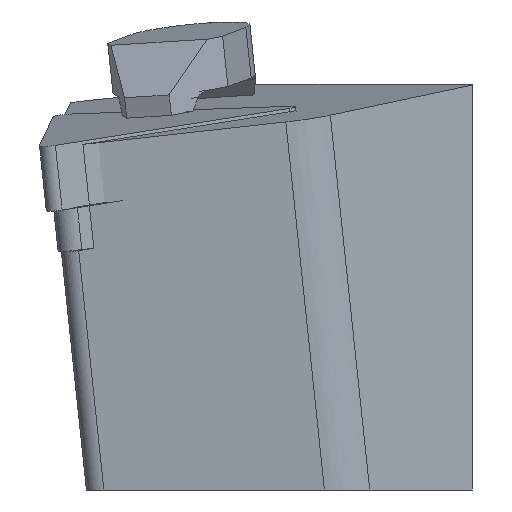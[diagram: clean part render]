
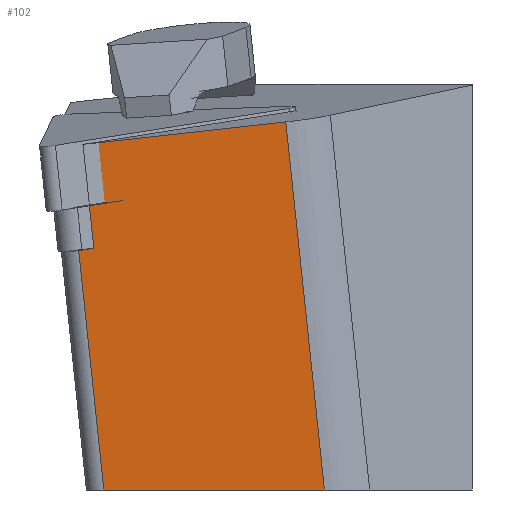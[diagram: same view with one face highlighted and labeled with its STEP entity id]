
A CAD part, left-side view. The second image highlights one B-rep face of the part: STEP entity #102.
In plain terms, the highlighted planar face has unit normal (-0.993, -0.063, -0.098).
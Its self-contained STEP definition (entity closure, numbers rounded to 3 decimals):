
#102=ADVANCED_FACE('',(#189),#151,.F.);
#151=PLANE('',#981);
#189=FACE_OUTER_BOUND('',#240,.T.);
#240=EDGE_LOOP('',(#359,#360,#361,#362,#363,#364,#365));
#359=ORIENTED_EDGE('',*,*,#676,.F.);
#360=ORIENTED_EDGE('',*,*,#652,.F.);
#361=ORIENTED_EDGE('',*,*,#658,.F.);
#362=ORIENTED_EDGE('',*,*,#677,.T.);
#363=ORIENTED_EDGE('',*,*,#634,.F.);
#364=ORIENTED_EDGE('',*,*,#625,.T.);
#365=ORIENTED_EDGE('',*,*,#678,.T.);
#539=VERTEX_POINT('',#1299);
#540=VERTEX_POINT('',#1301);
#547=VERTEX_POINT('',#1319);
#561=VERTEX_POINT('',#1351);
#562=VERTEX_POINT('',#1353);
#568=VERTEX_POINT('',#1367);
#576=VERTEX_POINT('',#1403);
#625=EDGE_CURVE('',#540,#539,#756,.T.);
#634=EDGE_CURVE('',#540,#547,#762,.T.);
#652=EDGE_CURVE('',#562,#561,#777,.T.);
#658=EDGE_CURVE('',#568,#562,#782,.T.);
#676=EDGE_CURVE('',#561,#576,#800,.T.);
#677=EDGE_CURVE('',#568,#547,#801,.T.);
#678=EDGE_CURVE('',#539,#576,#802,.T.);
#756=LINE('',#1300,#858);
#762=LINE('',#1318,#864);
#777=LINE('',#1354,#879);
#782=LINE('',#1368,#884);
#800=LINE('',#1402,#902);
#801=LINE('',#1404,#903);
#802=LINE('',#1405,#904);
#858=VECTOR('',#1040,1.);
#864=VECTOR('',#1056,1.);
#879=VECTOR('',#1081,1.);
#884=VECTOR('',#1092,1.);
#902=VECTOR('',#1128,1.);
#903=VECTOR('',#1129,1.);
#904=VECTOR('',#1130,1.);
#981=AXIS2_PLACEMENT_3D('',#1406,#1131,#1132);
#1040=DIRECTION('',(0.105,-0.104,-0.989));
#1056=DIRECTION('',(0.052,-0.993,0.11));
#1081=DIRECTION('',(-0.105,0.104,0.989));
#1092=DIRECTION('',(-0.063,0.998,0.));
#1128=DIRECTION('',(0.052,-0.993,0.11));
#1129=DIRECTION('',(-0.105,0.104,0.989));
#1130=DIRECTION('',(0.105,-0.104,-0.989));
#1131=DIRECTION('',(0.993,0.063,0.098));
#1132=DIRECTION('',(0.099,0.,-0.995));
#1299=CARTESIAN_POINT('',(2.066,27.873,-4.27));
#1300=CARTESIAN_POINT('',(-5.818,35.714,70.332));
#1301=CARTESIAN_POINT('',(1.6,28.336,0.142));
#1318=CARTESIAN_POINT('',(1.542,29.45,0.018));
#1319=CARTESIAN_POINT('',(2.374,13.586,1.774));
#1351=CARTESIAN_POINT('',(2.34,28.656,-7.538));
#1353=CARTESIAN_POINT('',(4.186,26.821,-25.));
#1354=CARTESIAN_POINT('',(6.737,24.284,-49.139));
#1367=CARTESIAN_POINT('',(5.203,10.772,-25.));
#1368=CARTESIAN_POINT('',(4.356,24.133,-25.));
#1402=CARTESIAN_POINT('',(2.34,28.656,-7.538));
#1403=CARTESIAN_POINT('',(2.399,27.542,-7.415));
#1404=CARTESIAN_POINT('',(7.569,8.42,-47.383));
#1405=CARTESIAN_POINT('',(-5.818,35.714,70.332));
#1406=CARTESIAN_POINT('',(6.737,24.284,-49.139));
